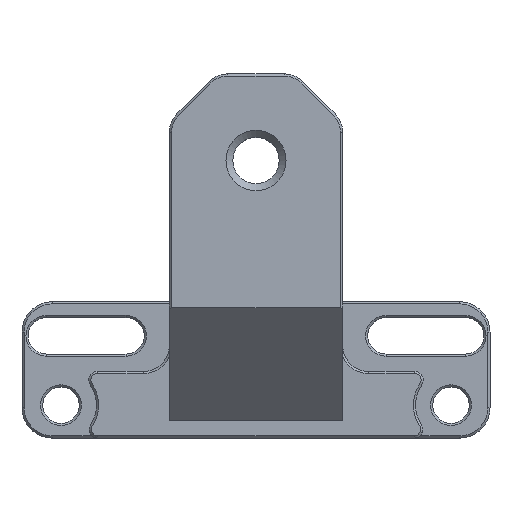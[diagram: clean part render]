
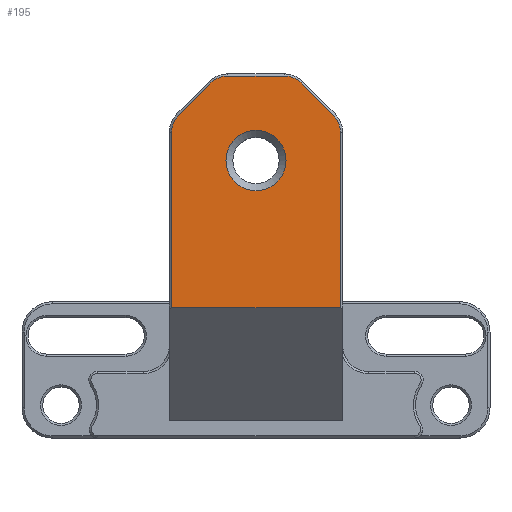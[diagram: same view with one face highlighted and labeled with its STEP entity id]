
A CAD part, top view. The second image highlights one B-rep face of the part: STEP entity #195.
In plain terms, the highlighted planar face has unit normal (0, 0, 1).
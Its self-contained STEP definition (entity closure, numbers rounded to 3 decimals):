
#93=FACE_BOUND('',#445,.T.);
#94=FACE_BOUND('',#446,.T.);
#129=PLANE('',#2037);
#195=ADVANCED_FACE('',(#93,#94),#129,.F.);
#445=EDGE_LOOP('',(#825,#826,#827,#828,#829,#830,#831,#832,#833,#834));
#446=EDGE_LOOP('',(#835));
#599=CIRCLE('',#2032,2.75);
#600=CIRCLE('',#2033,2.75);
#601=CIRCLE('',#2034,2.75);
#602=CIRCLE('',#2035,2.75);
#603=CIRCLE('',#2036,3.47);
#825=ORIENTED_EDGE('',*,*,#1467,.F.);
#826=ORIENTED_EDGE('',*,*,#1486,.T.);
#827=ORIENTED_EDGE('',*,*,#1487,.T.);
#828=ORIENTED_EDGE('',*,*,#1488,.T.);
#829=ORIENTED_EDGE('',*,*,#1489,.T.);
#830=ORIENTED_EDGE('',*,*,#1490,.T.);
#831=ORIENTED_EDGE('',*,*,#1491,.T.);
#832=ORIENTED_EDGE('',*,*,#1492,.T.);
#833=ORIENTED_EDGE('',*,*,#1493,.T.);
#834=ORIENTED_EDGE('',*,*,#1494,.T.);
#835=ORIENTED_EDGE('',*,*,#1495,.T.);
#1278=VERTEX_POINT('',#3037);
#1279=VERTEX_POINT('',#3039);
#1295=VERTEX_POINT('',#3078);
#1296=VERTEX_POINT('',#3080);
#1297=VERTEX_POINT('',#3082);
#1298=VERTEX_POINT('',#3084);
#1299=VERTEX_POINT('',#3086);
#1300=VERTEX_POINT('',#3088);
#1301=VERTEX_POINT('',#3090);
#1302=VERTEX_POINT('',#3092);
#1303=VERTEX_POINT('',#3095);
#1467=EDGE_CURVE('',#1278,#1279,#1673,.T.);
#1486=EDGE_CURVE('',#1278,#1295,#1687,.T.);
#1487=EDGE_CURVE('',#1295,#1296,#599,.T.);
#1488=EDGE_CURVE('',#1296,#1297,#1688,.T.);
#1489=EDGE_CURVE('',#1297,#1298,#600,.T.);
#1490=EDGE_CURVE('',#1298,#1299,#1689,.T.);
#1491=EDGE_CURVE('',#1299,#1300,#601,.T.);
#1492=EDGE_CURVE('',#1300,#1301,#1690,.T.);
#1493=EDGE_CURVE('',#1301,#1302,#602,.T.);
#1494=EDGE_CURVE('',#1302,#1279,#1691,.T.);
#1495=EDGE_CURVE('',#1303,#1303,#603,.T.);
#1673=LINE('',#3038,#1851);
#1687=LINE('',#3077,#1865);
#1688=LINE('',#3081,#1866);
#1689=LINE('',#3085,#1867);
#1690=LINE('',#3089,#1868);
#1691=LINE('',#3093,#1869);
#1851=VECTOR('',#2405,1.);
#1865=VECTOR('',#2437,1.);
#1866=VECTOR('',#2440,1.);
#1867=VECTOR('',#2443,1.);
#1868=VECTOR('',#2446,1.);
#1869=VECTOR('',#2449,1.);
#2032=AXIS2_PLACEMENT_3D('',#3079,#2438,#2439);
#2033=AXIS2_PLACEMENT_3D('',#3083,#2441,#2442);
#2034=AXIS2_PLACEMENT_3D('',#3087,#2444,#2445);
#2035=AXIS2_PLACEMENT_3D('',#3091,#2447,#2448);
#2036=AXIS2_PLACEMENT_3D('',#3094,#2450,#2451);
#2037=AXIS2_PLACEMENT_3D('',#3096,#2452,#2453);
#2405=DIRECTION('',(-1.,0.,0.));
#2437=DIRECTION('',(0.,1.,0.));
#2438=DIRECTION('',(0.,0.,1.));
#2439=DIRECTION('',(0.,1.,0.));
#2440=DIRECTION('',(-0.707,0.707,0.));
#2441=DIRECTION('',(0.,0.,1.));
#2442=DIRECTION('',(0.,1.,0.));
#2443=DIRECTION('',(-1.,0.,0.));
#2444=DIRECTION('',(0.,0.,1.));
#2445=DIRECTION('',(0.,1.,0.));
#2446=DIRECTION('',(-0.707,-0.707,0.));
#2447=DIRECTION('',(0.,0.,1.));
#2448=DIRECTION('',(0.,1.,0.));
#2449=DIRECTION('',(0.,-1.,0.));
#2450=DIRECTION('',(0.,0.,-1.));
#2451=DIRECTION('',(0.,1.,0.));
#2452=DIRECTION('',(0.,0.,-1.));
#2453=DIRECTION('',(0.,1.,0.));
#3037=CARTESIAN_POINT('',(9.75,7.13,13.));
#3038=CARTESIAN_POINT('',(10.,7.13,13.));
#3039=CARTESIAN_POINT('',(-9.75,7.13,13.));
#3077=CARTESIAN_POINT('',(9.75,27.387,13.));
#3078=CARTESIAN_POINT('',(9.75,27.387,13.));
#3079=CARTESIAN_POINT('',(7.,27.387,13.));
#3080=CARTESIAN_POINT('',(8.945,29.332,13.));
#3081=CARTESIAN_POINT('',(5.202,33.075,13.));
#3082=CARTESIAN_POINT('',(5.202,33.075,13.));
#3083=CARTESIAN_POINT('',(3.257,31.13,13.));
#3084=CARTESIAN_POINT('',(3.257,33.88,13.));
#3085=CARTESIAN_POINT('',(10.,33.88,13.));
#3086=CARTESIAN_POINT('',(-3.257,33.88,13.));
#3087=CARTESIAN_POINT('',(-3.257,31.13,13.));
#3088=CARTESIAN_POINT('',(-5.202,33.075,13.));
#3089=CARTESIAN_POINT('',(-8.945,29.332,13.));
#3090=CARTESIAN_POINT('',(-8.945,29.332,13.));
#3091=CARTESIAN_POINT('',(-7.,27.387,13.));
#3092=CARTESIAN_POINT('',(-9.75,27.387,13.));
#3093=CARTESIAN_POINT('',(-9.75,7.13,13.));
#3094=CARTESIAN_POINT('',(0.,24.13,13.));
#3095=CARTESIAN_POINT('',(0.,27.6,13.));
#3096=CARTESIAN_POINT('',(10.,34.13,13.));
